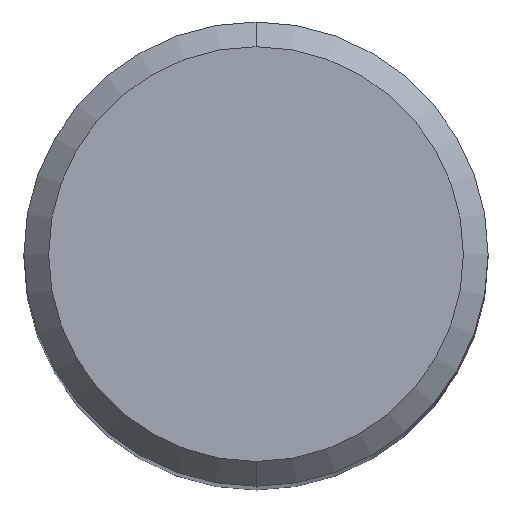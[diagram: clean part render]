
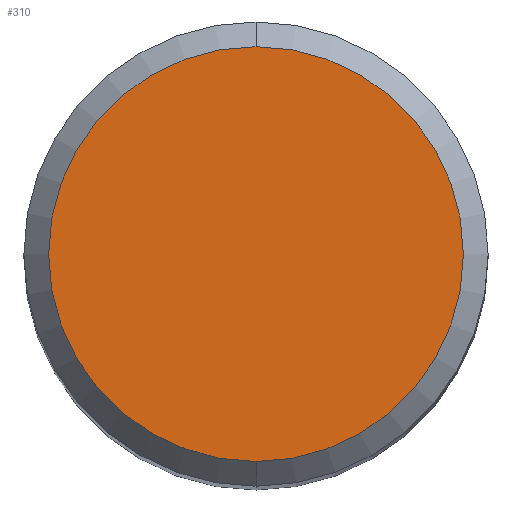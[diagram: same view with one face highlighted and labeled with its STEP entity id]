
A CAD part, top view. The second image highlights one B-rep face of the part: STEP entity #310.
In plain terms, the highlighted planar face has unit normal (0, 0, 1).
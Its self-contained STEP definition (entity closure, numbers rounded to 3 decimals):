
#200=VERTEX_POINT('',#504);
#232=EDGE_CURVE('',#276,#200,#540,.T.);
#256=EDGE_CURVE('',#200,#276,#565,.T.);
#276=VERTEX_POINT('',#588);
#310=ADVANCED_FACE('',(#627),#628,.T.);
#504=CARTESIAN_POINT('',(0.0,6.7,0.0));
#540=CIRCLE('',#933,6.7);
#565=CIRCLE('',#991,6.7);
#588=CARTESIAN_POINT('',(0.,-6.7,0.0));
#627=FACE_OUTER_BOUND('',#1120,.T.);
#628=PLANE('',#1121);
#933=AXIS2_PLACEMENT_3D('',#1564,#1565,#1566);
#991=AXIS2_PLACEMENT_3D('',#1584,#1585,#1586);
#1120=EDGE_LOOP('',(#1668,#1669));
#1121=AXIS2_PLACEMENT_3D('',#1670,#1671,#1672);
#1564=CARTESIAN_POINT('',(0.0,0.0,0.0));
#1565=DIRECTION('',(0.0,0.0,-1.0));
#1566=DIRECTION('',(0.0,1.0,0.0));
#1584=CARTESIAN_POINT('',(0.0,0.0,0.0));
#1585=DIRECTION('',(0.0,0.0,-1.0));
#1586=DIRECTION('',(0.0,1.0,0.0));
#1668=ORIENTED_EDGE('',*,*,#256,.F.);
#1669=ORIENTED_EDGE('',*,*,#232,.F.);
#1670=CARTESIAN_POINT('',(0.0,3.35,0.0));
#1671=DIRECTION('',(-0.0,0.0,1.0));
#1672=DIRECTION('',(0.0,-1.0,0.0));
